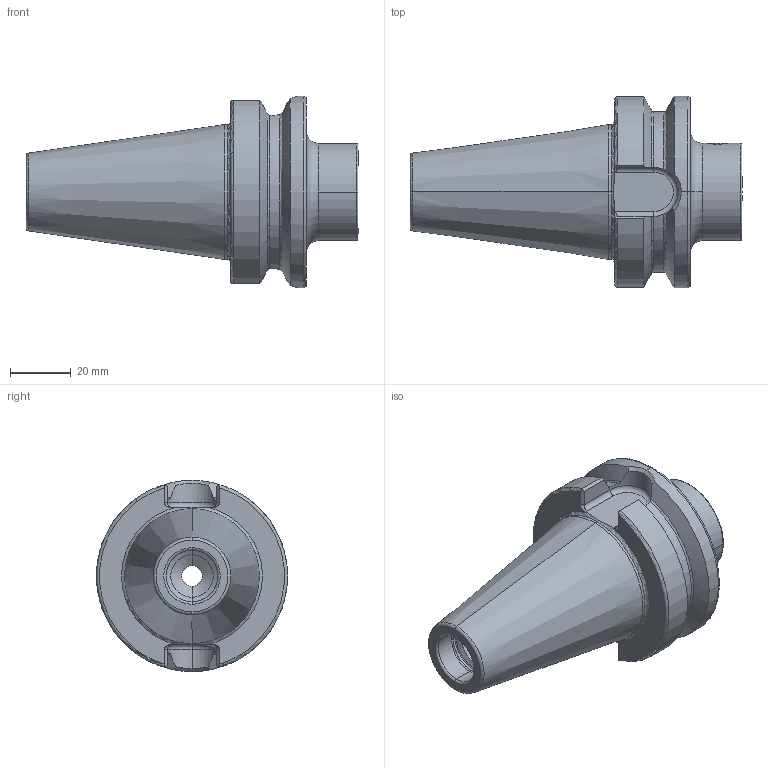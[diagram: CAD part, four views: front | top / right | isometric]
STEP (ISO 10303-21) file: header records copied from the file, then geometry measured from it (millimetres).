
FILE_DESCRIPTION (( 'STEP AP203' ), '1' );
FILE_NAME ('BT4-ST3.K01.044.STEP', '2016-02-12T09:37:20', ( 'SWIAdmin' ), ( 'Hewlett-Packard Company' ), 'SwSTEP 2.0', 'SolidWorks 2015', '' );
FILE_SCHEMA (( 'CONFIG_CONTROL_DESIGN' ));
Length unit declared in the file: millimetre
Products named in the file (3): BT4-ST3.K01.044_A; ST3-ER1.001.008_A; BT4-ST3.K01.044
Assembly tree (2 placements, depth 2):
  BT4-ST3.K01.044
    BT4-ST3.K01.044_A
    ST3-ER1.001.008_A
Bounding box: 109.4 x 63 x 63 mm (x, y, z)
Volume: 133508.4 mm3; surface area: 24224.2 mm2
Topology: 2 solids, 2 shells, 136 faces, 340 edges, 207 vertices
Faces by surface type: cylinder 40, plane 36, torus 32, cone 22, bspline 6
Entity records: 5052 total; most frequent: CARTESIAN_POINT 1623, ORIENTED_EDGE 676, DIRECTION 644, EDGE_CURVE 338, AXIS2_PLACEMENT_3D 261, VERTEX_POINT 207, EDGE_LOOP 141, FACE_OUTER_BOUND 136
